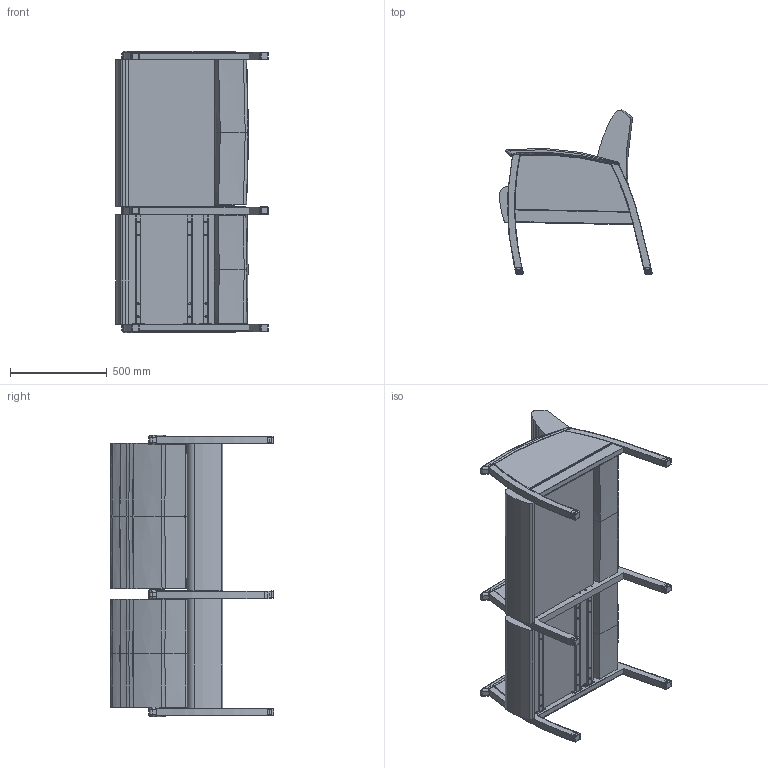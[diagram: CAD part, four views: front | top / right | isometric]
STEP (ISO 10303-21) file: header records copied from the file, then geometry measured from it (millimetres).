
FILE_DESCRIPTION(/* description */ (''),/* implementation_level */ '2;1');
FILE_NAME(/* name */ 'KOL20IBRPW.stp',/* time_stamp */ '2016-03-28T15:15:59-04:00',/* author */ ('emerkel'),/* organization */ (''),/* preprocessor_version */ 'ST-DEVELOPER v16.1',/* originating_system */ 'Autodesk Inventor 2016',/* authorisation */ '');
FILE_SCHEMA (('AUTOMOTIVE_DESIGN { 1 0 10303 214 3 1 1 }'));
Length unit declared in the file: inch
Products named in the file (14): KOL10 SEAT; KOL10 NEW BACK; TUBE 1.5 X 22.375; STUBE PLT; STUBE1.5X22.375; KOL ARML-1; KOL ARMI-1; KOL ARMR-1; KOL10B NEW SEAT; KOL10B NEW BACK; EV7000 MAC BLK; LEG CAP KOL; UPANEL KOL10; KOL20IBRPW
Assembly tree (25 placements, depth 3):
  KOL20IBRPW
    KOL10 SEAT
    KOL10 NEW BACK
    STUBE1.5X22.375  x3
      TUBE 1.5 X 22.375
      STUBE PLT
    KOL ARML-1
    KOL ARMI-1
    KOL ARMR-1
    KOL10B NEW SEAT
    KOL10B NEW BACK
    EV7000 MAC BLK  x3
    LEG CAP KOL  x6
    UPANEL KOL10  x3
Bounding box: 788.98 x 847.48 x 1454.81 mm (x, y, z)
Volume: 225594366 mm3; surface area: 7470519.5 mm2
Topology: 30 solids, 30 shells, 1006 faces, 2615 edges, 1669 vertices
Faces by surface type: cylinder 405, plane 399, bspline 130, torus 48, sphere 24
Full cylindrical faces by diameter (mm): 6.35 x45, 7.137 x24, 8.712 x24
Entity records: 18021 total; most frequent: CARTESIAN_POINT 6748, ORIENTED_EDGE 2260, DIRECTION 2069, EDGE_CURVE 1130, AXIS2_PLACEMENT_3D 809, VERTEX_POINT 767, EDGE_LOOP 651, LINE 451
